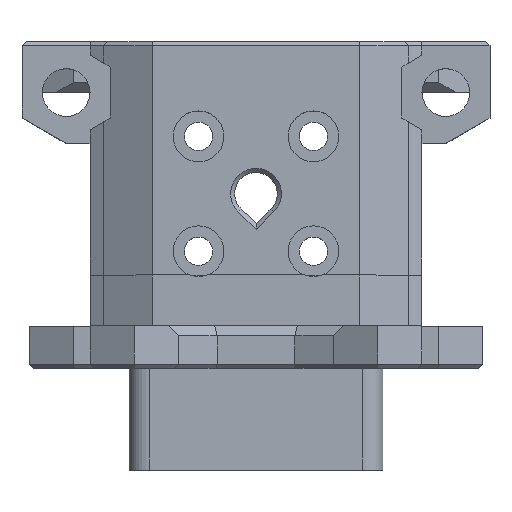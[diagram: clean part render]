
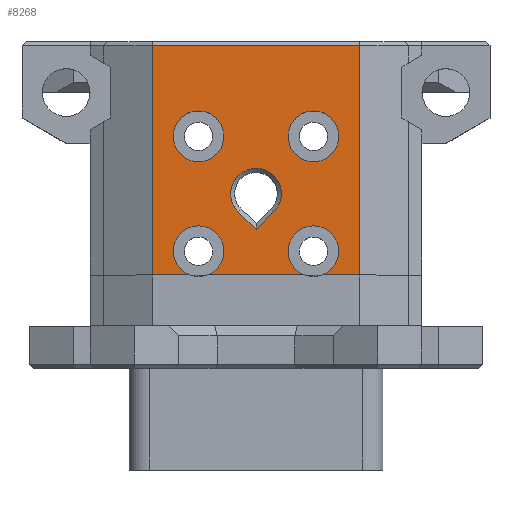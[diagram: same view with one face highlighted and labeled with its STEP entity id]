
A CAD part, top view. The second image highlights one B-rep face of the part: STEP entity #8268.
In plain terms, the highlighted planar face has unit normal (0, 0, 1).
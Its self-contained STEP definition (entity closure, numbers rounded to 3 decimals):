
#424=FACE_BOUND('',#1369,.T.);
#425=FACE_BOUND('',#1370,.T.);
#426=FACE_BOUND('',#1371,.T.);
#546=CIRCLE('',#8874,2.5);
#547=CIRCLE('',#8878,2.5);
#548=CIRCLE('',#8879,2.5);
#549=CIRCLE('',#8880,2.5);
#550=CIRCLE('',#8881,2.5);
#866=FACE_OUTER_BOUND('',#1368,.T.);
#1368=EDGE_LOOP('',(#6265,#6266,#6267,#6268,#6269,#6270,#6271,#6272));
#1369=EDGE_LOOP('',(#6273));
#1370=EDGE_LOOP('',(#6274));
#1371=EDGE_LOOP('',(#6275,#6276,#6277));
#2076=LINE('',#12545,#2891);
#2079=LINE('',#12552,#2894);
#2080=LINE('',#12557,#2895);
#2081=LINE('',#12559,#2896);
#2082=LINE('',#12561,#2897);
#2083=LINE('',#12565,#2898);
#2084=LINE('',#12569,#2899);
#2085=LINE('',#12570,#2900);
#2891=VECTOR('',#10230,10.);
#2894=VECTOR('',#10239,10.);
#2895=VECTOR('',#10244,10.);
#2896=VECTOR('',#10245,10.);
#2897=VECTOR('',#10246,10.);
#2898=VECTOR('',#10249,10.);
#2899=VECTOR('',#10252,10.);
#2900=VECTOR('',#10253,10.);
#3615=VERTEX_POINT('',#12542);
#3616=VERTEX_POINT('',#12544);
#3617=VERTEX_POINT('',#12548);
#3618=VERTEX_POINT('',#12555);
#3619=VERTEX_POINT('',#12556);
#3620=VERTEX_POINT('',#12558);
#3621=VERTEX_POINT('',#12560);
#3622=VERTEX_POINT('',#12562);
#3623=VERTEX_POINT('',#12564);
#3624=VERTEX_POINT('',#12566);
#3625=VERTEX_POINT('',#12568);
#3626=VERTEX_POINT('',#12571);
#3627=VERTEX_POINT('',#12573);
#4559=EDGE_CURVE('',#3615,#3616,#2076,.T.);
#4562=EDGE_CURVE('',#3617,#3615,#546,.T.);
#4563=EDGE_CURVE('',#3616,#3617,#2079,.T.);
#4564=EDGE_CURVE('',#3618,#3619,#2080,.T.);
#4565=EDGE_CURVE('',#3618,#3620,#2081,.T.);
#4566=EDGE_CURVE('',#3620,#3621,#2082,.T.);
#4567=EDGE_CURVE('',#3621,#3622,#547,.T.);
#4568=EDGE_CURVE('',#3622,#3623,#2083,.T.);
#4569=EDGE_CURVE('',#3623,#3624,#548,.T.);
#4570=EDGE_CURVE('',#3624,#3625,#2084,.T.);
#4571=EDGE_CURVE('',#3619,#3625,#2085,.T.);
#4572=EDGE_CURVE('',#3626,#3626,#549,.T.);
#4573=EDGE_CURVE('',#3627,#3627,#550,.T.);
#6265=ORIENTED_EDGE('',*,*,#4564,.F.);
#6266=ORIENTED_EDGE('',*,*,#4565,.T.);
#6267=ORIENTED_EDGE('',*,*,#4566,.T.);
#6268=ORIENTED_EDGE('',*,*,#4567,.T.);
#6269=ORIENTED_EDGE('',*,*,#4568,.T.);
#6270=ORIENTED_EDGE('',*,*,#4569,.T.);
#6271=ORIENTED_EDGE('',*,*,#4570,.T.);
#6272=ORIENTED_EDGE('',*,*,#4571,.F.);
#6273=ORIENTED_EDGE('',*,*,#4572,.T.);
#6274=ORIENTED_EDGE('',*,*,#4573,.T.);
#6275=ORIENTED_EDGE('',*,*,#4559,.F.);
#6276=ORIENTED_EDGE('',*,*,#4562,.F.);
#6277=ORIENTED_EDGE('',*,*,#4563,.F.);
#7924=PLANE('',#8877);
#8268=ADVANCED_FACE('',(#866,#424,#425,#426),#7924,.T.);
#8874=AXIS2_PLACEMENT_3D('',#12550,#10235,#10236);
#8877=AXIS2_PLACEMENT_3D('',#12554,#10242,#10243);
#8878=AXIS2_PLACEMENT_3D('',#12563,#10247,#10248);
#8879=AXIS2_PLACEMENT_3D('',#12567,#10250,#10251);
#8880=AXIS2_PLACEMENT_3D('',#12572,#10254,#10255);
#8881=AXIS2_PLACEMENT_3D('',#12574,#10256,#10257);
#10230=DIRECTION('',(0.723,-0.691,0.));
#10235=DIRECTION('center_axis',(0.,0.,
1.));
#10236=DIRECTION('ref_axis',(-1.,0.,0.));
#10239=DIRECTION('',(0.708,0.707,0.));
#10242=DIRECTION('center_axis',(0.,0.,
1.));
#10243=DIRECTION('ref_axis',(1.,0.,0.));
#10244=DIRECTION('',(1.,0.,0.));
#10245=DIRECTION('',(0.,-1.,0.));
#10246=DIRECTION('',(1.,0.,0.));
#10247=DIRECTION('center_axis',(0.,0.,
-1.));
#10248=DIRECTION('ref_axis',(1.,0.,0.));
#10249=DIRECTION('',(1.,0.,0.));
#10250=DIRECTION('center_axis',(0.,0.,
-1.));
#10251=DIRECTION('ref_axis',(1.,0.,0.));
#10252=DIRECTION('',(1.,0.,0.));
#10253=DIRECTION('',(0.,-1.,0.));
#10254=DIRECTION('center_axis',(0.,0.,
-1.));
#10255=DIRECTION('ref_axis',(1.,0.,0.));
#10256=DIRECTION('center_axis',(0.,0.,
-1.));
#10257=DIRECTION('ref_axis',(1.,0.,0.));
#12542=CARTESIAN_POINT('',(-1.728,-1.807,54.));
#12544=CARTESIAN_POINT('',(0.038,-3.495,54.));
#12545=CARTESIAN_POINT('',(-0.986,-2.516,54.));
#12548=CARTESIAN_POINT('',(1.767,-1.769,54.));
#12550=CARTESIAN_POINT('Origin',(0.,0.,
54.));
#12552=CARTESIAN_POINT('',(1.767,-1.769,54.));
#12554=CARTESIAN_POINT('Origin',(0.,0.,
54.));
#12555=CARTESIAN_POINT('',(-10.228,14.6,54.));
#12556=CARTESIAN_POINT('',(10.228,14.6,54.));
#12557=CARTESIAN_POINT('',(4.087,14.6,54.));
#12558=CARTESIAN_POINT('',(-10.228,-8.,54.));
#12559=CARTESIAN_POINT('',(-10.228,0.,54.));
#12560=CARTESIAN_POINT('',(-6.528,-8.,54.));
#12561=CARTESIAN_POINT('',(-9.202,-8.,54.));
#12562=CARTESIAN_POINT('',(-4.785,-8.,54.));
#12563=CARTESIAN_POINT('Origin',(-5.657,-5.657,54.));
#12564=CARTESIAN_POINT('',(4.785,-8.,54.));
#12565=CARTESIAN_POINT('',(-9.202,-8.,54.));
#12566=CARTESIAN_POINT('',(6.528,-8.,54.));
#12567=CARTESIAN_POINT('Origin',(5.657,-5.657,54.));
#12568=CARTESIAN_POINT('',(10.228,-8.,54.));
#12569=CARTESIAN_POINT('',(-9.202,-8.,54.));
#12570=CARTESIAN_POINT('',(10.228,0.,54.));
#12571=CARTESIAN_POINT('',(3.157,5.657,54.));
#12572=CARTESIAN_POINT('Origin',(5.657,5.657,54.));
#12573=CARTESIAN_POINT('',(-8.157,5.657,54.));
#12574=CARTESIAN_POINT('Origin',(-5.657,5.657,54.));
